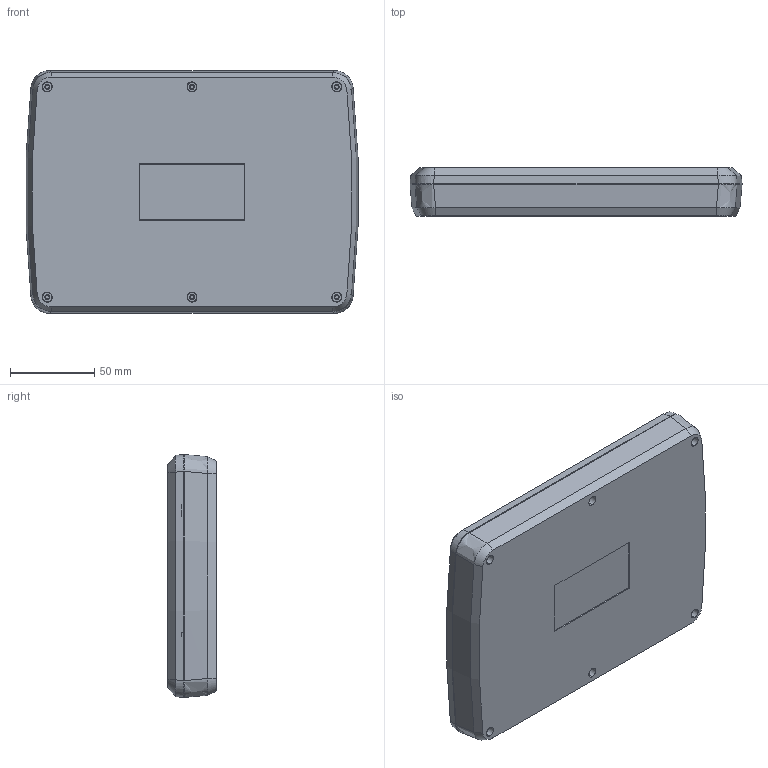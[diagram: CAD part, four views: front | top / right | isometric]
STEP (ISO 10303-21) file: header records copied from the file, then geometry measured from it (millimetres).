
FILE_DESCRIPTION(('FreeCAD Model'),'2;1');
FILE_NAME('Open CASCADE Shape Model','2025-04-29T18:33:49',('FreeCAD'),( 'FreeCAD'),'Open CASCADE STEP processor 7.6','FreeCAD','Unknown');
FILE_SCHEMA(('AUTOMOTIVE_DESIGN { 1 0 10303 214 1 1 1 1 }'));
Length unit declared in the file: millimetre
Products named in the file (1): Open CASCADE STEP translator 7.6 1
Bounding box: 197.59 x 28.72 x 144.48 mm (x, y, z)
Volume: 156709.5 mm3; surface area: 149803.5 mm2
Topology: 2 solids, 2 shells, 426 faces, 988 edges, 644 vertices
Faces by surface type: bspline 426
Entity records: 17467 total; most frequent: CARTESIAN_POINT 11590, ORIENTED_EDGE 1976, EDGE_CURVE 988, VERTEX_POINT 644, B_SPLINE_CURVE_WITH_KNOTS 580, FACE_BOUND 516, EDGE_LOOP 516, ADVANCED_FACE 426
